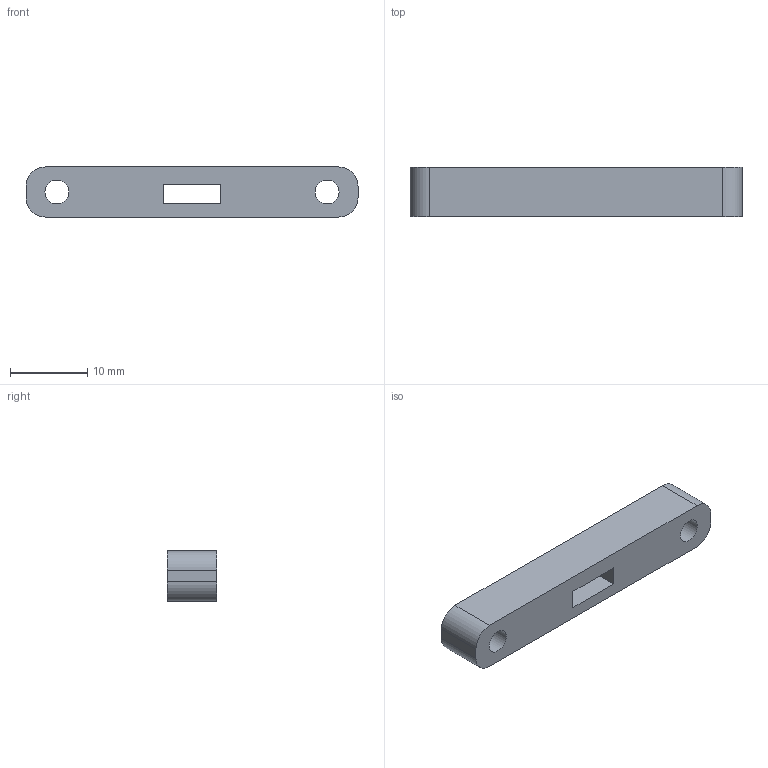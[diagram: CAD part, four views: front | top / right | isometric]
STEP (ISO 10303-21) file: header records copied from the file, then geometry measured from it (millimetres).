
FILE_DESCRIPTION(/* description */ (''),/* implementation_level */ '2;1');
FILE_NAME(/* name */ 'e916e88d-5587-4cf4-8930-f54d6f6b7a27.stp',/* time_stamp */ '2016-03-13T03:20:02+00:00',/* author */ (''),/* organization */ (''),/* preprocessor_version */ 'ST-DEVELOPER v16.2',/* originating_system */ 'Autodesk Translation Framework v4.3.0.3010',/* authorisation */ '');
FILE_SCHEMA (('AUTOMOTIVE_DESIGN { 1 0 10303 214 3 1 1 }'));
Length unit declared in the file: centimetre
Products named in the file (1): Belt Bracket.f3d v4
Bounding box: 43 x 6.35 x 6.5 mm (x, y, z)
Volume: 1414.8 mm3; surface area: 1383.1 mm2
Topology: 1 solids, 1 shells, 20 faces, 48 edges, 32 vertices
Faces by surface type: plane 12, cylinder 8
Full cylindrical faces by diameter (mm): 3.1 x2, 5.5 x2
Entity records: 604 total; most frequent: DIRECTION 102, CARTESIAN_POINT 97, ORIENTED_EDGE 88, EDGE_CURVE 44, AXIS2_PLACEMENT_3D 37, EDGE_LOOP 32, VERTEX_POINT 32, LINE 28
